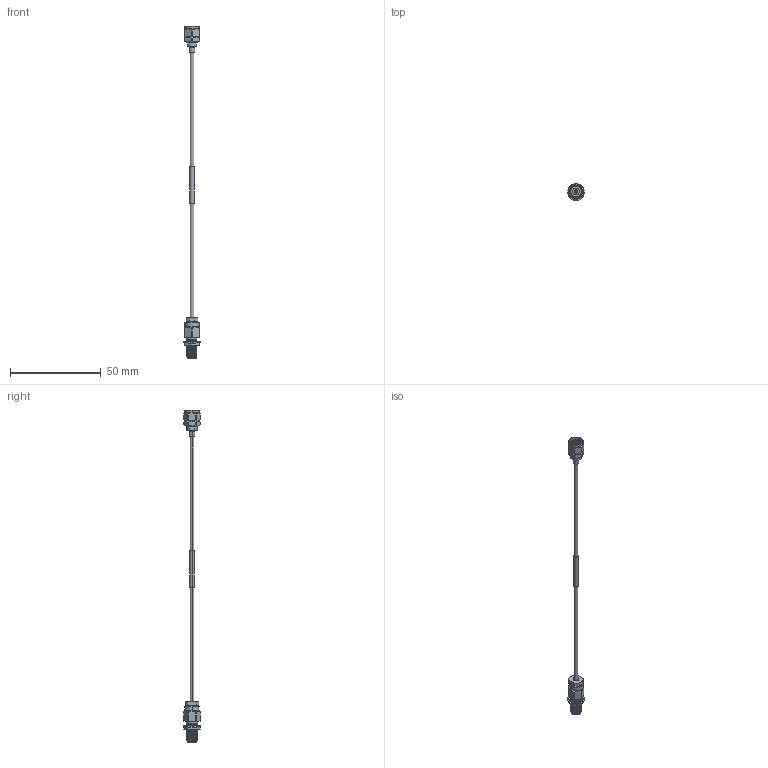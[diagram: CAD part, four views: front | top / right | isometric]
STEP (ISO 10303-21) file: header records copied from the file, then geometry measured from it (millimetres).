
FILE_DESCRIPTION (( 'STEP AP214' ), '1' );
FILE_NAME ('FMCA100332_3D.step', '2025-11-11T18:13:45', ( '' ), ( '' ), 'SwSTEP 2.0', 'SolidWorks 2025', '' );
FILE_SCHEMA (( 'AUTOMOTIVE_DESIGN' ));
Length unit declared in the file: inch
Products named in the file (4): PE45413; PE4992; FMCA100332_3D; PE-SR405FL_WITH LABEL
Assembly tree (3 placements, depth 2):
  FMCA100332_3D
    PE-SR405FL_WITH LABEL
    PE45413
    PE4992
Bounding box: 9.4 x 9.4 x 183.38 mm (x, y, z)
Volume: 1727.7 mm3; surface area: 2868.5 mm2
Topology: 7 solids, 7 shells, 395 faces, 1082 edges, 723 vertices
Faces by surface type: cylinder 154, plane 99, bspline 89, cone 49, torus 4
Entity records: 31676 total; most frequent: CARTESIAN_POINT 22481, ORIENTED_EDGE 2164, DIRECTION 1564, EDGE_CURVE 1082, VERTEX_POINT 723, AXIS2_PLACEMENT_3D 626, EDGE_LOOP 433, ADVANCED_FACE 395
